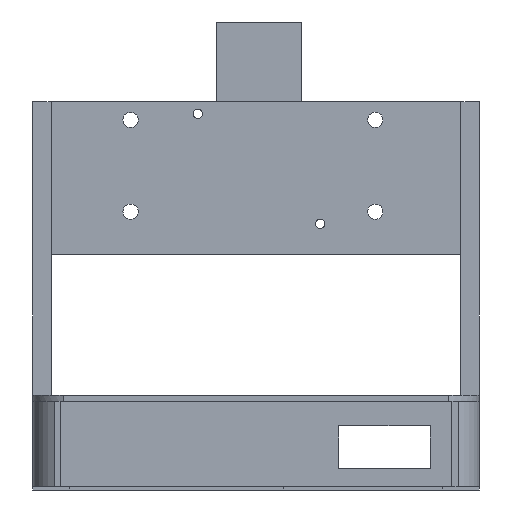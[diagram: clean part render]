
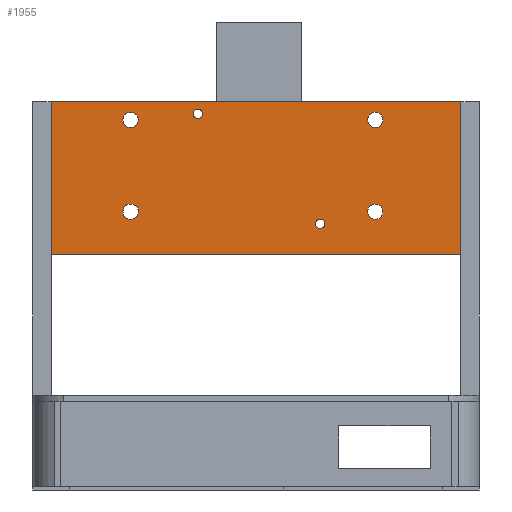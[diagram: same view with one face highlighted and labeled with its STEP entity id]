
A CAD part, front view. The second image highlights one B-rep face of the part: STEP entity #1955.
In plain terms, the highlighted planar face has unit normal (0, -1, 0).
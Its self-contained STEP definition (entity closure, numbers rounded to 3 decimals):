
#1632 = VERTEX_POINT('',#1633);
#1633 = CARTESIAN_POINT('',(34.,-26.,38.));
#1672 = VERTEX_POINT('',#1673);
#1673 = CARTESIAN_POINT('',(34.,-26.,63.));
#1679 = EDGE_CURVE('',#1632,#1672,#1680,.T.);
#1680 = LINE('',#1681,#1682);
#1681 = CARTESIAN_POINT('',(34.,-26.,15.));
#1682 = VECTOR('',#1683,1.);
#1683 = DIRECTION('',(0.,0.,1.));
#1698 = VERTEX_POINT('',#1699);
#1699 = CARTESIAN_POINT('',(-33.,-26.,63.));
#1705 = EDGE_CURVE('',#1698,#1706,#1708,.T.);
#1706 = VERTEX_POINT('',#1707);
#1707 = CARTESIAN_POINT('',(-33.,-26.,38.));
#1708 = LINE('',#1709,#1710);
#1709 = CARTESIAN_POINT('',(-33.,-26.,63.));
#1710 = VECTOR('',#1711,1.);
#1711 = DIRECTION('',(0.,0.,-1.));
#1942 = EDGE_CURVE('',#1632,#1706,#1943,.T.);
#1943 = LINE('',#1944,#1945);
#1944 = CARTESIAN_POINT('',(34.,-26.,38.));
#1945 = VECTOR('',#1946,1.);
#1946 = DIRECTION('',(-1.,0.,0.));
#1955 = ADVANCED_FACE('',(#1956,#1999,#2010,#2021,#2032,#2043,#2054),
  #2065,.T.);
#1956 = FACE_BOUND('',#1957,.T.);
#1957 = EDGE_LOOP('',(#1958,#1968,#1976,#1984,#1990,#1991,#1992,#1993));
#1958 = ORIENTED_EDGE('',*,*,#1959,.T.);
#1959 = EDGE_CURVE('',#1960,#1962,#1964,.T.);
#1960 = VERTEX_POINT('',#1961);
#1961 = CARTESIAN_POINT('',(34.,-26.,63.));
#1962 = VERTEX_POINT('',#1963);
#1963 = CARTESIAN_POINT('',(8.,-26.,63.));
#1964 = LINE('',#1965,#1966);
#1965 = CARTESIAN_POINT('',(34.,-26.,63.));
#1966 = VECTOR('',#1967,1.);
#1967 = DIRECTION('',(-1.,0.,0.));
#1968 = ORIENTED_EDGE('',*,*,#1969,.T.);
#1969 = EDGE_CURVE('',#1962,#1970,#1972,.T.);
#1970 = VERTEX_POINT('',#1971);
#1971 = CARTESIAN_POINT('',(-6.,-26.,63.));
#1972 = LINE('',#1973,#1974);
#1973 = CARTESIAN_POINT('',(8.,-26.,63.));
#1974 = VECTOR('',#1975,1.);
#1975 = DIRECTION('',(-1.,0.,0.));
#1976 = ORIENTED_EDGE('',*,*,#1977,.T.);
#1977 = EDGE_CURVE('',#1970,#1978,#1980,.T.);
#1978 = VERTEX_POINT('',#1979);
#1979 = CARTESIAN_POINT('',(-33.,-26.,63.));
#1980 = LINE('',#1981,#1982);
#1981 = CARTESIAN_POINT('',(34.,-26.,63.));
#1982 = VECTOR('',#1983,1.);
#1983 = DIRECTION('',(-1.,0.,0.));
#1984 = ORIENTED_EDGE('',*,*,#1985,.T.);
#1985 = EDGE_CURVE('',#1978,#1698,#1986,.T.);
#1986 = LINE('',#1987,#1988);
#1987 = CARTESIAN_POINT('',(-33.,-26.,63.));
#1988 = VECTOR('',#1989,1.);
#1989 = DIRECTION('',(0.,0.,-1.));
#1990 = ORIENTED_EDGE('',*,*,#1705,.T.);
#1991 = ORIENTED_EDGE('',*,*,#1942,.F.);
#1992 = ORIENTED_EDGE('',*,*,#1679,.T.);
#1993 = ORIENTED_EDGE('',*,*,#1994,.F.);
#1994 = EDGE_CURVE('',#1960,#1672,#1995,.T.);
#1995 = LINE('',#1996,#1997);
#1996 = CARTESIAN_POINT('',(34.,-26.,63.));
#1997 = VECTOR('',#1998,1.);
#1998 = DIRECTION('',(0.,0.,-1.));
#1999 = FACE_BOUND('',#2000,.T.);
#2000 = EDGE_LOOP('',(#2001));
#2001 = ORIENTED_EDGE('',*,*,#2002,.F.);
#2002 = EDGE_CURVE('',#2003,#2003,#2005,.T.);
#2003 = VERTEX_POINT('',#2004);
#2004 = CARTESIAN_POINT('',(-18.755,-26.,60.));
#2005 = CIRCLE('',#2006,1.25);
#2006 = AXIS2_PLACEMENT_3D('',#2007,#2008,#2009);
#2007 = CARTESIAN_POINT('',(-20.005,-26.,60.));
#2008 = DIRECTION('',(0.,-1.,0.));
#2009 = DIRECTION('',(1.,0.,0.));
#2010 = FACE_BOUND('',#2011,.T.);
#2011 = EDGE_LOOP('',(#2012));
#2012 = ORIENTED_EDGE('',*,*,#2013,.F.);
#2013 = EDGE_CURVE('',#2014,#2014,#2016,.T.);
#2014 = VERTEX_POINT('',#2015);
#2015 = CARTESIAN_POINT('',(-8.25,-26.,61.));
#2016 = CIRCLE('',#2017,0.75);
#2017 = AXIS2_PLACEMENT_3D('',#2018,#2019,#2020);
#2018 = CARTESIAN_POINT('',(-9.,-26.,61.));
#2019 = DIRECTION('',(0.,-1.,0.));
#2020 = DIRECTION('',(1.,0.,0.));
#2021 = FACE_BOUND('',#2022,.T.);
#2022 = EDGE_LOOP('',(#2023));
#2023 = ORIENTED_EDGE('',*,*,#2024,.F.);
#2024 = EDGE_CURVE('',#2025,#2025,#2027,.T.);
#2025 = VERTEX_POINT('',#2026);
#2026 = CARTESIAN_POINT('',(-18.75,-26.,45.));
#2027 = CIRCLE('',#2028,1.25);
#2028 = AXIS2_PLACEMENT_3D('',#2029,#2030,#2031);
#2029 = CARTESIAN_POINT('',(-20.,-26.,45.));
#2030 = DIRECTION('',(0.,-1.,0.));
#2031 = DIRECTION('',(1.,0.,0.));
#2032 = FACE_BOUND('',#2033,.T.);
#2033 = EDGE_LOOP('',(#2034));
#2034 = ORIENTED_EDGE('',*,*,#2035,.F.);
#2035 = EDGE_CURVE('',#2036,#2036,#2038,.T.);
#2036 = VERTEX_POINT('',#2037);
#2037 = CARTESIAN_POINT('',(21.248,-26.,60.));
#2038 = CIRCLE('',#2039,1.25);
#2039 = AXIS2_PLACEMENT_3D('',#2040,#2041,#2042);
#2040 = CARTESIAN_POINT('',(19.998,-26.,60.));
#2041 = DIRECTION('',(0.,-1.,0.));
#2042 = DIRECTION('',(1.,0.,0.));
#2043 = FACE_BOUND('',#2044,.T.);
#2044 = EDGE_LOOP('',(#2045));
#2045 = ORIENTED_EDGE('',*,*,#2046,.F.);
#2046 = EDGE_CURVE('',#2047,#2047,#2049,.T.);
#2047 = VERTEX_POINT('',#2048);
#2048 = CARTESIAN_POINT('',(11.75,-26.,43.));
#2049 = CIRCLE('',#2050,0.75);
#2050 = AXIS2_PLACEMENT_3D('',#2051,#2052,#2053);
#2051 = CARTESIAN_POINT('',(11.,-26.,43.));
#2052 = DIRECTION('',(0.,-1.,0.));
#2053 = DIRECTION('',(1.,0.,0.));
#2054 = FACE_BOUND('',#2055,.T.);
#2055 = EDGE_LOOP('',(#2056));
#2056 = ORIENTED_EDGE('',*,*,#2057,.F.);
#2057 = EDGE_CURVE('',#2058,#2058,#2060,.T.);
#2058 = VERTEX_POINT('',#2059);
#2059 = CARTESIAN_POINT('',(21.25,-26.,45.));
#2060 = CIRCLE('',#2061,1.25);
#2061 = AXIS2_PLACEMENT_3D('',#2062,#2063,#2064);
#2062 = CARTESIAN_POINT('',(20.,-26.,45.));
#2063 = DIRECTION('',(0.,-1.,0.));
#2064 = DIRECTION('',(1.,0.,0.));
#2065 = PLANE('',#2066);
#2066 = AXIS2_PLACEMENT_3D('',#2067,#2068,#2069);
#2067 = CARTESIAN_POINT('',(34.,-26.,63.));
#2068 = DIRECTION('',(-0.,-1.,-0.));
#2069 = DIRECTION('',(0.,0.,-1.));
